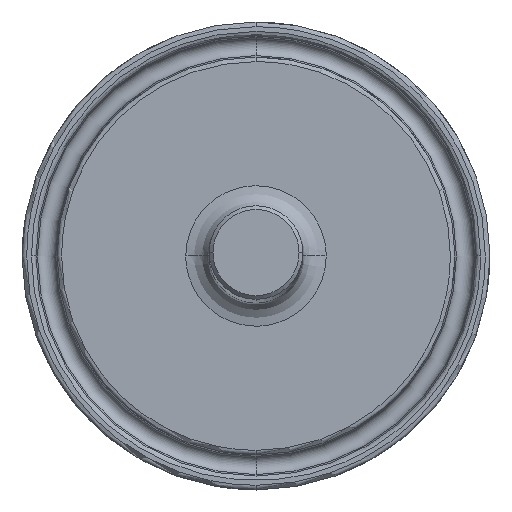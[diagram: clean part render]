
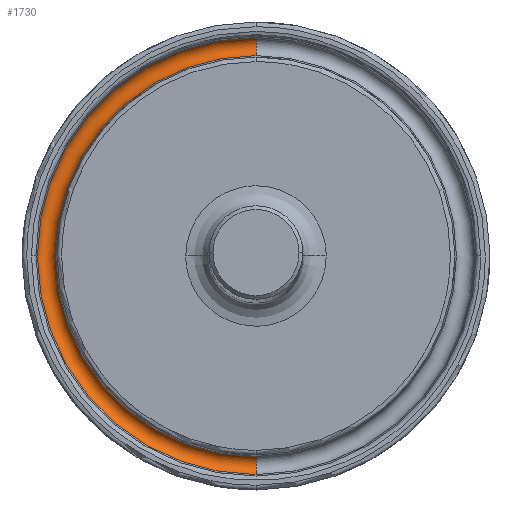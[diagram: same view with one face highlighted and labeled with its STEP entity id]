
A CAD part, top view. The second image highlights one B-rep face of the part: STEP entity #1730.
In plain terms, the highlighted toroidal (fillet/blend) face has major radius 28.423 mm and minor radius 1.27 mm.
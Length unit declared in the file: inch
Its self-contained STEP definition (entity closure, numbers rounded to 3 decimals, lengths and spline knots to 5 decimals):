
#3 = EDGE_CURVE ( 'NONE', #2303, #2406, #732, .T. ) ;
#195 = AXIS2_PLACEMENT_3D ( 'NONE', #994, #2455, #1197 ) ;
#309 = DIRECTION ( 'NONE',  ( 0., 0., 1. ) ) ;
#342 = CIRCLE ( 'NONE', #1723, 0.05 ) ;
#417 = CARTESIAN_POINT ( 'NONE',  ( 0., 0., 1.714 ) ) ;
#492 = EDGE_CURVE ( 'NONE', #713, #2406, #1873, .T. ) ;
#544 = AXIS2_PLACEMENT_3D ( 'NONE', #417, #633, #1591 ) ;
#633 = DIRECTION ( 'NONE',  ( 0., 0., -1. ) ) ;
#713 = VERTEX_POINT ( 'NONE', #2384 ) ;
#719 = DIRECTION ( 'NONE',  ( 0., 0., -1. ) ) ;
#732 = CIRCLE ( 'NONE', #828, 1.0707 ) ;
#733 = CIRCLE ( 'NONE', #2081, 1.16765 ) ;
#764 = ORIENTED_EDGE ( 'NONE', *, *, #492, .T. ) ;
#828 = AXIS2_PLACEMENT_3D ( 'NONE', #1628, #1818, #1023 ) ;
#898 = CARTESIAN_POINT ( 'NONE',  ( 0., 0., 1.70246 ) ) ;
#994 = CARTESIAN_POINT ( 'NONE',  ( 0., -1.119, 1.714 ) ) ;
#1023 = DIRECTION ( 'NONE',  ( 0., 1., 0. ) ) ;
#1197 = DIRECTION ( 'NONE',  ( 0., 1., 0. ) ) ;
#1288 = ORIENTED_EDGE ( 'NONE', *, *, #1996, .F. ) ;
#1327 = CARTESIAN_POINT ( 'NONE',  ( 0., 1.16765, 1.70246 ) ) ;
#1447 = FACE_OUTER_BOUND ( 'NONE', #1988, .T. ) ;
#1556 = EDGE_CURVE ( 'NONE', #713, #1636, #733, .T. ) ;
#1591 = DIRECTION ( 'NONE',  ( 0., 1., 0. ) ) ;
#1628 = CARTESIAN_POINT ( 'NONE',  ( 0., 0., 1.70108 ) ) ;
#1636 = VERTEX_POINT ( 'NONE', #1327 ) ;
#1658 = CARTESIAN_POINT ( 'NONE',  ( 0., 1.119, 1.714 ) ) ;
#1708 = ORIENTED_EDGE ( 'NONE', *, *, #1556, .F. ) ;
#1723 = AXIS2_PLACEMENT_3D ( 'NONE', #1658, #2190, #309 ) ;
#1730 = ADVANCED_FACE ( 'NONE', ( #1447 ), #2424, .F. ) ;
#1737 = CARTESIAN_POINT ( 'NONE',  ( 0., -1.0707, 1.70108 ) ) ;
#1818 = DIRECTION ( 'NONE',  ( 0., 0., 1. ) ) ;
#1873 = CIRCLE ( 'NONE', #195, 0.05 ) ;
#1877 = DIRECTION ( 'NONE',  ( 0., 1., 0. ) ) ;
#1988 = EDGE_LOOP ( 'NONE', ( #1708, #764, #2378, #1288 ) ) ;
#1996 = EDGE_CURVE ( 'NONE', #1636, #2303, #342, .T. ) ;
#2037 = CARTESIAN_POINT ( 'NONE',  ( 0., 1.0707, 1.70108 ) ) ;
#2081 = AXIS2_PLACEMENT_3D ( 'NONE', #898, #719, #1877 ) ;
#2190 = DIRECTION ( 'NONE',  ( -1., 0., 0. ) ) ;
#2303 = VERTEX_POINT ( 'NONE', #2037 ) ;
#2378 = ORIENTED_EDGE ( 'NONE', *, *, #3, .F. ) ;
#2384 = CARTESIAN_POINT ( 'NONE',  ( 0., -1.16765, 1.70246 ) ) ;
#2406 = VERTEX_POINT ( 'NONE', #1737 ) ;
#2424 = TOROIDAL_SURFACE ( 'NONE', #544, 1.119, 0.05 ) ;
#2455 = DIRECTION ( 'NONE',  ( 1., 0., 0. ) ) ;
